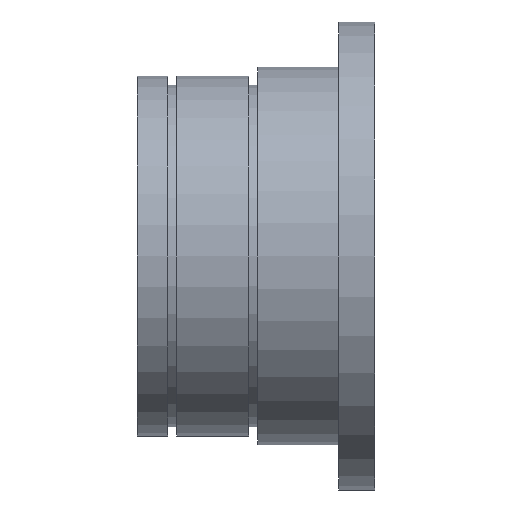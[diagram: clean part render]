
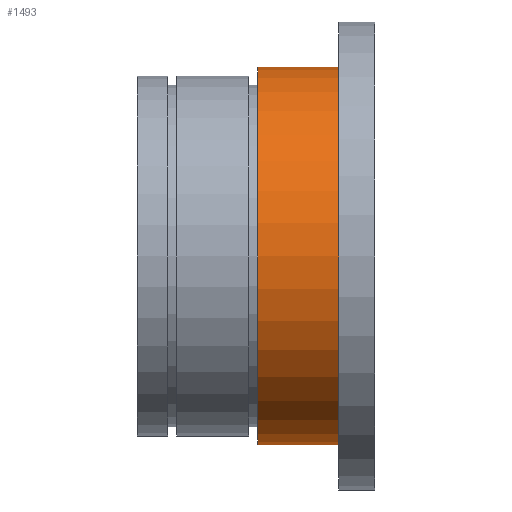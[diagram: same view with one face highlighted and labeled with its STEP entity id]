
A CAD part, left-side view. The second image highlights one B-rep face of the part: STEP entity #1493.
In plain terms, the highlighted cylindrical face has radius 21 mm (diameter 42 mm), a partial arc.
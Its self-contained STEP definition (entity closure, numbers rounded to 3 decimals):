
#1 = DIRECTION ( 'NONE',  ( 0., 0., -1. ) ) ;
#12 = DIRECTION ( 'NONE',  ( 0., 0., -1. ) ) ;
#34 = CARTESIAN_POINT ( 'NONE',  ( 0., 13., -21. ) ) ;
#125 = CARTESIAN_POINT ( 'NONE',  ( 0., 26.4, -21. ) ) ;
#226 = DIRECTION ( 'NONE',  ( 0., -1., 0. ) ) ;
#277 = EDGE_LOOP ( 'NONE', ( #428, #1015, #875, #1484 ) ) ;
#324 = CARTESIAN_POINT ( 'NONE',  ( 0., 13., 21. ) ) ;
#349 = VERTEX_POINT ( 'NONE', #350 ) ;
#350 = CARTESIAN_POINT ( 'NONE',  ( 0., 4., 21. ) ) ;
#397 = VERTEX_POINT ( 'NONE', #34 ) ;
#406 = CIRCLE ( 'NONE', #1303, 21. ) ;
#416 = FACE_OUTER_BOUND ( 'NONE', #277, .T. ) ;
#428 = ORIENTED_EDGE ( 'NONE', *, *, #483, .F. ) ;
#474 = CARTESIAN_POINT ( 'NONE',  ( 0., 4., -21. ) ) ;
#483 = EDGE_CURVE ( 'NONE', #1548, #349, #831, .T. ) ;
#677 = VECTOR ( 'NONE', #226, 1000. ) ;
#756 = CARTESIAN_POINT ( 'NONE',  ( 0., 4., 0. ) ) ;
#821 = CIRCLE ( 'NONE', #1429, 21. ) ;
#831 = LINE ( 'NONE', #1318, #677 ) ;
#869 = VECTOR ( 'NONE', #1359, 1000. ) ;
#875 = ORIENTED_EDGE ( 'NONE', *, *, #1365, .T. ) ;
#1015 = ORIENTED_EDGE ( 'NONE', *, *, #1243, .T. ) ;
#1036 = CYLINDRICAL_SURFACE ( 'NONE', #1058, 21. ) ;
#1044 = CARTESIAN_POINT ( 'NONE',  ( 0., 26.4, 0. ) ) ;
#1058 = AXIS2_PLACEMENT_3D ( 'NONE', #1044, #1165, #1391 ) ;
#1093 = CARTESIAN_POINT ( 'NONE',  ( 0., 13., 0. ) ) ;
#1102 = DIRECTION ( 'NONE',  ( 0., -1., 0. ) ) ;
#1112 = VERTEX_POINT ( 'NONE', #474 ) ;
#1114 = DIRECTION ( 'NONE',  ( 0., -1., 0. ) ) ;
#1165 = DIRECTION ( 'NONE',  ( 0., -1., 0. ) ) ;
#1243 = EDGE_CURVE ( 'NONE', #1548, #397, #406, .T. ) ;
#1303 = AXIS2_PLACEMENT_3D ( 'NONE', #1093, #1114, #1 ) ;
#1318 = CARTESIAN_POINT ( 'NONE',  ( 0., 26.4, 21. ) ) ;
#1359 = DIRECTION ( 'NONE',  ( 0., -1., 0. ) ) ;
#1365 = EDGE_CURVE ( 'NONE', #397, #1112, #1458, .T. ) ;
#1374 = EDGE_CURVE ( 'NONE', #349, #1112, #821, .T. ) ;
#1391 = DIRECTION ( 'NONE',  ( 0., 0., -1. ) ) ;
#1429 = AXIS2_PLACEMENT_3D ( 'NONE', #756, #1102, #12 ) ;
#1458 = LINE ( 'NONE', #125, #869 ) ;
#1484 = ORIENTED_EDGE ( 'NONE', *, *, #1374, .F. ) ;
#1493 = ADVANCED_FACE ( 'NONE', ( #416 ), #1036, .T. ) ;
#1548 = VERTEX_POINT ( 'NONE', #324 ) ;
